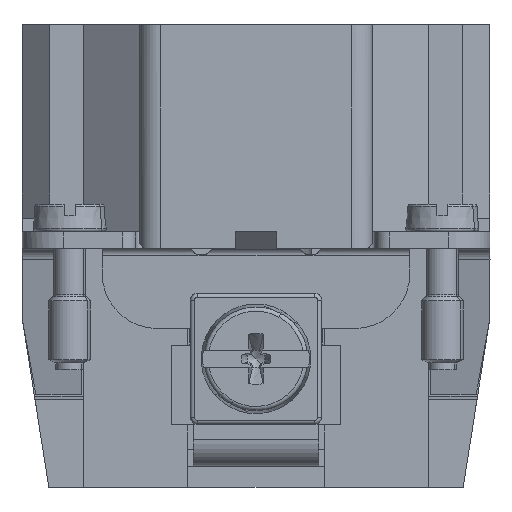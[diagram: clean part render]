
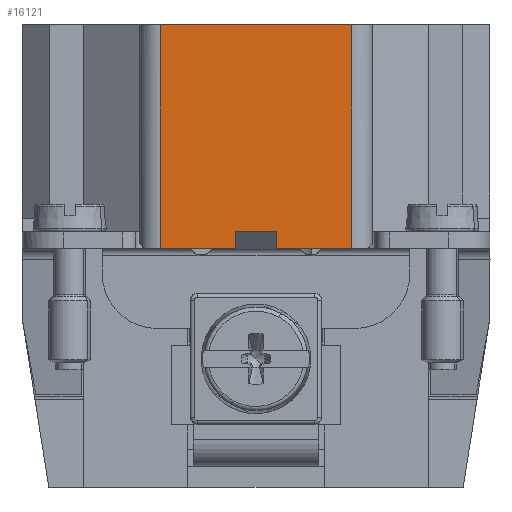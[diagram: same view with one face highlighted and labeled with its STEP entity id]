
A CAD part, front view. The second image highlights one B-rep face of the part: STEP entity #16121.
In plain terms, the highlighted planar face has unit normal (0, -1, 0).
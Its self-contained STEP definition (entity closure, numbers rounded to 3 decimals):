
#16069=AXIS2_PLACEMENT_3D('Plane Axis2P3D',#16066,#16067,#16068) ;
#11770=CARTESIAN_POINT('Vertex',(10.,0.3,33.5)) ;
#11773=CARTESIAN_POINT('Line Origine',(16.95,0.3,33.5)) ;
#11777=CARTESIAN_POINT('Vertex',(23.9,0.3,33.5)) ;
#16050=CARTESIAN_POINT('Vertex',(10.,0.3,17.3)) ;
#16053=CARTESIAN_POINT('Line Origine',(10.,0.3,25.4)) ;
#16066=CARTESIAN_POINT('Axis2P3D Location',(16.95,0.3,33.5)) ;
#16071=CARTESIAN_POINT('Line Origine',(23.9,0.3,25.4)) ;
#16075=CARTESIAN_POINT('Vertex',(23.9,0.3,17.3)) ;
#16078=CARTESIAN_POINT('Line Origine',(12.725,0.3,17.3)) ;
#16082=CARTESIAN_POINT('Vertex',(15.45,0.3,17.3)) ;
#16085=CARTESIAN_POINT('Line Origine',(15.45,0.3,17.9)) ;
#16089=CARTESIAN_POINT('Vertex',(15.45,0.3,18.5)) ;
#16092=CARTESIAN_POINT('Line Origine',(16.95,0.3,18.5)) ;
#16096=CARTESIAN_POINT('Vertex',(18.45,0.3,18.5)) ;
#16099=CARTESIAN_POINT('Line Origine',(18.45,0.3,17.9)) ;
#16103=CARTESIAN_POINT('Vertex',(18.45,0.3,17.3)) ;
#16106=CARTESIAN_POINT('Line Origine',(21.175,0.3,17.3)) ;
#11774=DIRECTION('Vector Direction',(-1.,0.,0.)) ;
#16054=DIRECTION('Vector Direction',(0.,0.,1.)) ;
#16067=DIRECTION('Axis2P3D Direction',(0.,1.,0.)) ;
#16068=DIRECTION('Axis2P3D XDirection',(0.,0.,-1.)) ;
#16072=DIRECTION('Vector Direction',(0.,0.,1.)) ;
#16079=DIRECTION('Vector Direction',(-1.,0.,0.)) ;
#16086=DIRECTION('Vector Direction',(0.,0.,1.)) ;
#16093=DIRECTION('Vector Direction',(1.,0.,0.)) ;
#16100=DIRECTION('Vector Direction',(0.,0.,1.)) ;
#16107=DIRECTION('Vector Direction',(-1.,0.,0.)) ;
#11775=VECTOR('Line Direction',#11774,1.) ;
#16055=VECTOR('Line Direction',#16054,1.) ;
#16073=VECTOR('Line Direction',#16072,1.) ;
#16080=VECTOR('Line Direction',#16079,1.) ;
#16087=VECTOR('Line Direction',#16086,1.) ;
#16094=VECTOR('Line Direction',#16093,1.) ;
#16101=VECTOR('Line Direction',#16100,1.) ;
#16108=VECTOR('Line Direction',#16107,1.) ;
#16112=ORIENTED_EDGE('',*,*,#16077,.T.) ;
#16113=ORIENTED_EDGE('',*,*,#11779,.T.) ;
#16114=ORIENTED_EDGE('',*,*,#16057,.F.) ;
#16115=ORIENTED_EDGE('',*,*,#16084,.F.) ;
#16116=ORIENTED_EDGE('',*,*,#16091,.T.) ;
#16117=ORIENTED_EDGE('',*,*,#16098,.T.) ;
#16118=ORIENTED_EDGE('',*,*,#16105,.F.) ;
#16119=ORIENTED_EDGE('',*,*,#16110,.F.) ;
#16121=ADVANCED_FACE('Hauptk\X2\00F6\X0\rper',(#16120),#16070,.F.) ;
#11779=EDGE_CURVE('',#11778,#11771,#11776,.T.) ;
#16057=EDGE_CURVE('',#16051,#11771,#16056,.T.) ;
#16077=EDGE_CURVE('',#16076,#11778,#16074,.T.) ;
#16084=EDGE_CURVE('',#16083,#16051,#16081,.T.) ;
#16091=EDGE_CURVE('',#16083,#16090,#16088,.T.) ;
#16098=EDGE_CURVE('',#16090,#16097,#16095,.T.) ;
#16105=EDGE_CURVE('',#16104,#16097,#16102,.T.) ;
#16110=EDGE_CURVE('',#16076,#16104,#16109,.T.) ;
#16111=EDGE_LOOP('',(#16112,#16113,#16114,#16115,#16116,#16117,#16118,#16119)) ;
#16120=FACE_OUTER_BOUND('',#16111,.T.) ;
#11776=LINE('Line',#11773,#11775) ;
#16056=LINE('Line',#16053,#16055) ;
#16074=LINE('Line',#16071,#16073) ;
#16081=LINE('Line',#16078,#16080) ;
#16088=LINE('Line',#16085,#16087) ;
#16095=LINE('Line',#16092,#16094) ;
#16102=LINE('Line',#16099,#16101) ;
#16109=LINE('Line',#16106,#16108) ;
#16070=PLANE('',#16069) ;
#11771=VERTEX_POINT('',#11770) ;
#11778=VERTEX_POINT('',#11777) ;
#16051=VERTEX_POINT('',#16050) ;
#16076=VERTEX_POINT('',#16075) ;
#16083=VERTEX_POINT('',#16082) ;
#16090=VERTEX_POINT('',#16089) ;
#16097=VERTEX_POINT('',#16096) ;
#16104=VERTEX_POINT('',#16103) ;
